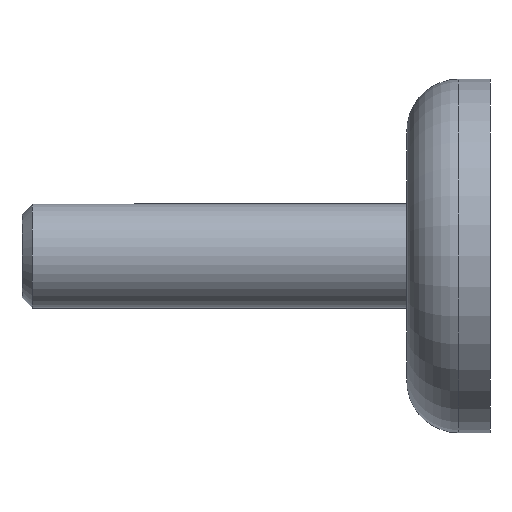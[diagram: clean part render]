
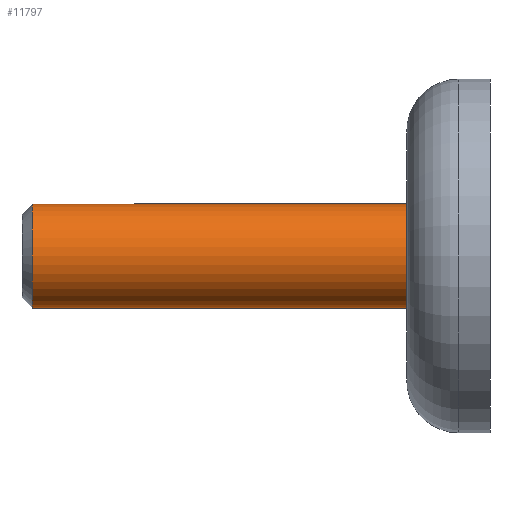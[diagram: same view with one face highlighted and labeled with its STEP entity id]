
A CAD part, left-side view. The second image highlights one B-rep face of the part: STEP entity #11797.
In plain terms, the highlighted cylindrical face has radius 5 mm (diameter 10 mm), a partial arc.
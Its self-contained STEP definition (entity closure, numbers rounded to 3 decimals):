
#480 = DIRECTION ( 'NONE',  ( 0., -1., 0. ) ) ;
#610 = EDGE_CURVE ( 'NONE', #14121, #2605, #7621, .T. ) ;
#2605 = VERTEX_POINT ( 'NONE', #6199 ) ;
#2964 = EDGE_CURVE ( 'NONE', #5492, #2605, #7820, .T. ) ;
#3476 = ORIENTED_EDGE ( 'NONE', *, *, #13986, .T. ) ;
#3651 = CARTESIAN_POINT ( 'NONE',  ( 0., 44., 5. ) ) ;
#4391 = ORIENTED_EDGE ( 'NONE', *, *, #610, .F. ) ;
#4971 = DIRECTION ( 'NONE',  ( 0., 0., -1. ) ) ;
#5091 = DIRECTION ( 'NONE',  ( 0., -1., 0. ) ) ;
#5492 = VERTEX_POINT ( 'NONE', #8655 ) ;
#5964 = EDGE_LOOP ( 'NONE', ( #9354, #3476, #14460, #4391 ) ) ;
#6113 = CARTESIAN_POINT ( 'NONE',  ( 0., 0., 0. ) ) ;
#6199 = CARTESIAN_POINT ( 'NONE',  ( 0., 5., -5. ) ) ;
#6554 = CARTESIAN_POINT ( 'NONE',  ( 0., 44., 0. ) ) ;
#6752 = CARTESIAN_POINT ( 'NONE',  ( 0., 5., 5. ) ) ;
#6859 = DIRECTION ( 'NONE',  ( 0., -1., 0. ) ) ;
#7405 = DIRECTION ( 'NONE',  ( 0., 0., 1. ) ) ;
#7621 = CIRCLE ( 'NONE', #12034, 5. ) ;
#7820 = LINE ( 'NONE', #10239, #13567 ) ;
#8280 = CYLINDRICAL_SURFACE ( 'NONE', #11046, 5. ) ;
#8396 = CARTESIAN_POINT ( 'NONE',  ( 0., 5., 0. ) ) ;
#8411 = DIRECTION ( 'NONE',  ( 0., 0., -1. ) ) ;
#8655 = CARTESIAN_POINT ( 'NONE',  ( 0., 44., -5. ) ) ;
#9230 = EDGE_CURVE ( 'NONE', #9615, #14121, #11416, .T. ) ;
#9354 = ORIENTED_EDGE ( 'NONE', *, *, #9230, .F. ) ;
#9615 = VERTEX_POINT ( 'NONE', #3651 ) ;
#9636 = CARTESIAN_POINT ( 'NONE',  ( 0., 0., 5. ) ) ;
#9762 = VECTOR ( 'NONE', #11922, 1000. ) ;
#10239 = CARTESIAN_POINT ( 'NONE',  ( 0., 0., -5. ) ) ;
#11046 = AXIS2_PLACEMENT_3D ( 'NONE', #6113, #11863, #8411 ) ;
#11416 = LINE ( 'NONE', #9636, #9762 ) ;
#11797 = ADVANCED_FACE ( 'NONE', ( #13322 ), #8280, .T. ) ;
#11863 = DIRECTION ( 'NONE',  ( 0., -1., 0. ) ) ;
#11922 = DIRECTION ( 'NONE',  ( 0., -1., 0. ) ) ;
#12034 = AXIS2_PLACEMENT_3D ( 'NONE', #8396, #480, #4971 ) ;
#13245 = AXIS2_PLACEMENT_3D ( 'NONE', #6554, #5091, #7405 ) ;
#13322 = FACE_OUTER_BOUND ( 'NONE', #5964, .T. ) ;
#13567 = VECTOR ( 'NONE', #6859, 1000. ) ;
#13812 = CIRCLE ( 'NONE', #13245, 5. ) ;
#13986 = EDGE_CURVE ( 'NONE', #9615, #5492, #13812, .T. ) ;
#14121 = VERTEX_POINT ( 'NONE', #6752 ) ;
#14460 = ORIENTED_EDGE ( 'NONE', *, *, #2964, .T. ) ;
